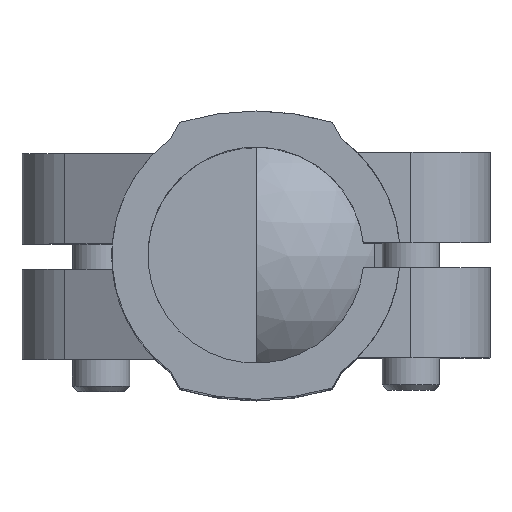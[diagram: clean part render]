
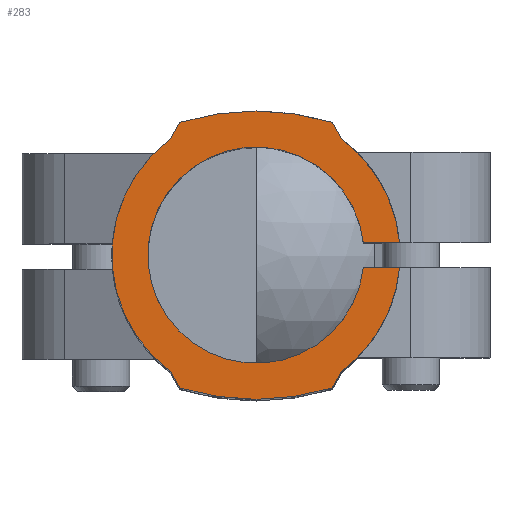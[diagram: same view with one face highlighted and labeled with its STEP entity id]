
A CAD part, top view. The second image highlights one B-rep face of the part: STEP entity #283.
In plain terms, the highlighted planar face has unit normal (0, 0, 1).
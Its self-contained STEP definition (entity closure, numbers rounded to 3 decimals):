
#283 = ADVANCED_FACE( '', ( #633 ), #634, .T. );
#633 = FACE_OUTER_BOUND( '', #1080, .T. );
#634 = PLANE( '', #1081 );
#1080 = EDGE_LOOP( '', ( #1714, #1715, #1716, #1717, #1718, #1719, #1720, #1721, #1722, #1723, #1724, #1725 ) );
#1081 = AXIS2_PLACEMENT_3D( '', #1726, #1727, #1728 );
#1714 = ORIENTED_EDGE( '', *, *, #2741, .T. );
#1715 = ORIENTED_EDGE( '', *, *, #2746, .T. );
#1716 = ORIENTED_EDGE( '', *, *, #2747, .T. );
#1717 = ORIENTED_EDGE( '', *, *, #2748, .T. );
#1718 = ORIENTED_EDGE( '', *, *, #2749, .T. );
#1719 = ORIENTED_EDGE( '', *, *, #2750, .T. );
#1720 = ORIENTED_EDGE( '', *, *, #2751, .T. );
#1721 = ORIENTED_EDGE( '', *, *, #2752, .T. );
#1722 = ORIENTED_EDGE( '', *, *, #2653, .T. );
#1723 = ORIENTED_EDGE( '', *, *, #2753, .T. );
#1724 = ORIENTED_EDGE( '', *, *, #2627, .T. );
#1725 = ORIENTED_EDGE( '', *, *, #2754, .T. );
#1726 = CARTESIAN_POINT( '', ( 0., 0., 0. ) );
#1727 = DIRECTION( '', ( 0., 0., 1. ) );
#1728 = DIRECTION( '', ( 1., 0., 0. ) );
#2627 = EDGE_CURVE( '', #3129, #3127, #3130, .T. );
#2653 = EDGE_CURVE( '', #3174, #3172, #3175, .T. );
#2741 = EDGE_CURVE( '', #3317, #3315, #3318, .F. );
#2746 = EDGE_CURVE( '', #3315, #3325, #3326, .T. );
#2747 = EDGE_CURVE( '', #3325, #3327, #3328, .T. );
#2748 = EDGE_CURVE( '', #3327, #3329, #3330, .T. );
#2749 = EDGE_CURVE( '', #3329, #3331, #3332, .T. );
#2750 = EDGE_CURVE( '', #3331, #3333, #3334, .T. );
#2751 = EDGE_CURVE( '', #3333, #3335, #3336, .T. );
#2752 = EDGE_CURVE( '', #3335, #3174, #3337, .T. );
#2753 = EDGE_CURVE( '', #3172, #3129, #3338, .T. );
#2754 = EDGE_CURVE( '', #3127, #3317, #3339, .T. );
#3127 = VERTEX_POINT( '', #3828 );
#3129 = VERTEX_POINT( '', #3831 );
#3130 = CIRCLE( '', #3832, 20. );
#3172 = VERTEX_POINT( '', #3912 );
#3174 = VERTEX_POINT( '', #3915 );
#3175 = CIRCLE( '', #3916, 36. );
#3315 = VERTEX_POINT( '', #4148 );
#3317 = VERTEX_POINT( '', #4151 );
#3318 = CIRCLE( '', #4152, 15. );
#3325 = VERTEX_POINT( '', #4177 );
#3326 = LINE( '', #4178, #4179 );
#3327 = VERTEX_POINT( '', #4180 );
#3328 = CIRCLE( '', #4181, 20. );
#3329 = VERTEX_POINT( '', #4182 );
#3330 = LINE( '', #4183, #4184 );
#3331 = VERTEX_POINT( '', #4185 );
#3332 = CIRCLE( '', #4186, 36. );
#3333 = VERTEX_POINT( '', #4187 );
#3334 = LINE( '', #4188, #4189 );
#3335 = VERTEX_POINT( '', #4190 );
#3336 = CIRCLE( '', #4191, 20. );
#3337 = LINE( '', #4192, #4193 );
#3338 = LINE( '', #4194, #4195 );
#3339 = LINE( '', #4196, #4197 );
#3828 = CARTESIAN_POINT( '', ( 19.923, -1.75, 0. ) );
#3831 = CARTESIAN_POINT( '', ( 11.95, -16.037, 0. ) );
#3832 = AXIS2_PLACEMENT_3D( '', #4748, #4749, #4750 );
#3912 = CARTESIAN_POINT( '', ( 10.58, -18.41, 0. ) );
#3915 = CARTESIAN_POINT( '', ( -10.58, -18.41, 0. ) );
#3916 = AXIS2_PLACEMENT_3D( '', #4780, #4781, #4782 );
#4148 = CARTESIAN_POINT( '', ( 14.898, 1.75, 0. ) );
#4151 = CARTESIAN_POINT( '', ( 14.898, -1.75, 0. ) );
#4152 = AXIS2_PLACEMENT_3D( '', #4882, #4883, #4884 );
#4177 = CARTESIAN_POINT( '', ( 19.923, 1.75, 0. ) );
#4178 = CARTESIAN_POINT( '', ( 0., 1.75, 0. ) );
#4179 = VECTOR( '', #4889, 1000. );
#4180 = CARTESIAN_POINT( '', ( 11.95, 16.037, 0. ) );
#4181 = AXIS2_PLACEMENT_3D( '', #4890, #4891, #4892 );
#4182 = CARTESIAN_POINT( '', ( 10.58, 18.41, 0. ) );
#4183 = CARTESIAN_POINT( '', ( 11.95, 16.037, 0. ) );
#4184 = VECTOR( '', #4893, 1000. );
#4185 = CARTESIAN_POINT( '', ( -10.58, 18.41, 0. ) );
#4186 = AXIS2_PLACEMENT_3D( '', #4894, #4895, #4896 );
#4187 = CARTESIAN_POINT( '', ( -11.95, 16.037, 0. ) );
#4188 = CARTESIAN_POINT( '', ( -10.58, 18.41, 0. ) );
#4189 = VECTOR( '', #4897, 1000. );
#4190 = CARTESIAN_POINT( '', ( -11.95, -16.037, 0. ) );
#4191 = AXIS2_PLACEMENT_3D( '', #4898, #4899, #4900 );
#4192 = CARTESIAN_POINT( '', ( -11.95, -16.037, 0. ) );
#4193 = VECTOR( '', #4901, 1000. );
#4194 = CARTESIAN_POINT( '', ( 10.58, -18.41, 0. ) );
#4195 = VECTOR( '', #4902, 1000. );
#4196 = CARTESIAN_POINT( '', ( 0., -1.75, 0. ) );
#4197 = VECTOR( '', #4903, 1000. );
#4748 = CARTESIAN_POINT( '', ( 0., 0., 0. ) );
#4749 = DIRECTION( '', ( 0., 0., 1. ) );
#4750 = DIRECTION( '', ( 1., 0., 0. ) );
#4780 = CARTESIAN_POINT( '', ( 0., 16., 0. ) );
#4781 = DIRECTION( '', ( 0., 0., 1. ) );
#4782 = DIRECTION( '', ( 1., 0., 0. ) );
#4882 = CARTESIAN_POINT( '', ( 0., 0., 0. ) );
#4883 = DIRECTION( '', ( 0., 0., 1. ) );
#4884 = DIRECTION( '', ( 1., 0., 0. ) );
#4889 = DIRECTION( '', ( 1., 0., 0. ) );
#4890 = CARTESIAN_POINT( '', ( 0., 0., 0. ) );
#4891 = DIRECTION( '', ( 0., 0., 1. ) );
#4892 = DIRECTION( '', ( 1., 0., 0. ) );
#4893 = DIRECTION( '', ( -0.5, 0.866, 0. ) );
#4894 = CARTESIAN_POINT( '', ( 0., -16., 0. ) );
#4895 = DIRECTION( '', ( 0., 0., 1. ) );
#4896 = DIRECTION( '', ( 1., 0., 0. ) );
#4897 = DIRECTION( '', ( -0.5, -0.866, 0. ) );
#4898 = CARTESIAN_POINT( '', ( 0., 0., 0. ) );
#4899 = DIRECTION( '', ( 0., 0., 1. ) );
#4900 = DIRECTION( '', ( 1., 0., 0. ) );
#4901 = DIRECTION( '', ( 0.5, -0.866, 0. ) );
#4902 = DIRECTION( '', ( 0.5, 0.866, 0. ) );
#4903 = DIRECTION( '', ( -1., 0., 0. ) );
